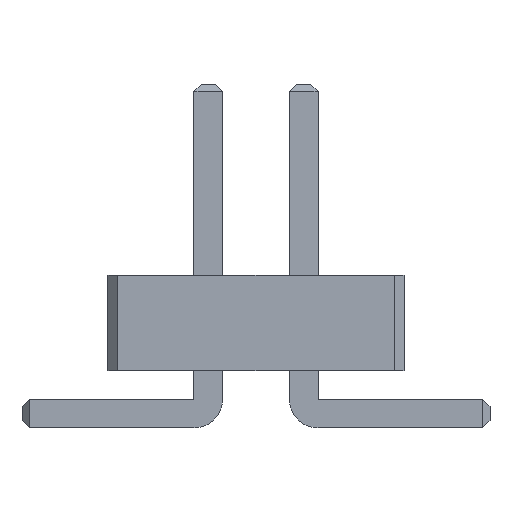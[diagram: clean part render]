
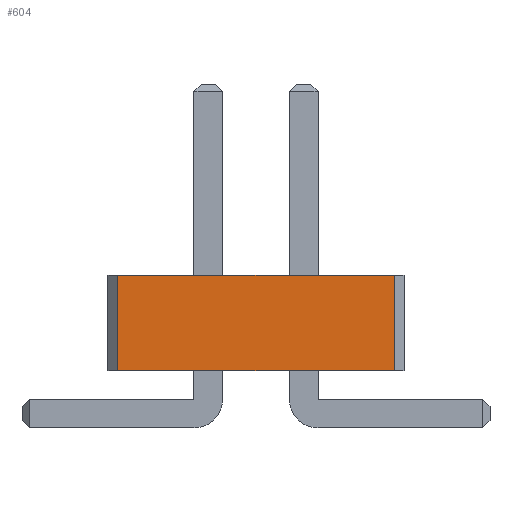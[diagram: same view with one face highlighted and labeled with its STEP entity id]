
A CAD part, front view. The second image highlights one B-rep face of the part: STEP entity #604.
In plain terms, the highlighted planar face has unit normal (0, -1, 0).
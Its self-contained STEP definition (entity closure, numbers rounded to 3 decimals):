
#13=DIRECTION('',(0.,0.,1.));
#27=VECTOR('',#13,1.);
#67=DIRECTION('',(1.,0.,0.));
#591=VERTEX_POINT('',#592);
#592=CARTESIAN_POINT('',(-1.45,-5.,1.6));
#595=EDGE_CURVE('',#596,#591,#598,.T.);
#596=VERTEX_POINT('',#597);
#597=CARTESIAN_POINT('',(-1.45,-5.,0.6));
#598=LINE('',#597,#27);
#604=ADVANCED_FACE('',(#605),#622,.F.);
#605=FACE_BOUND('',#606,.F.);
#606=EDGE_LOOP('',(#607,#608,#614,#619));
#607=ORIENTED_EDGE('',*,*,#595,.T.);
#608=ORIENTED_EDGE('',*,*,#609,.T.);
#609=EDGE_CURVE('',#591,#610,#612,.T.);
#610=VERTEX_POINT('',#611);
#611=CARTESIAN_POINT('',(1.45,-5.,1.6));
#612=LINE('',#592,#613);
#613=VECTOR('',#67,1.);
#614=ORIENTED_EDGE('',*,*,#615,.F.);
#615=EDGE_CURVE('',#616,#610,#618,.T.);
#616=VERTEX_POINT('',#617);
#617=CARTESIAN_POINT('',(1.45,-5.,0.6));
#618=LINE('',#617,#27);
#619=ORIENTED_EDGE('',*,*,#620,.F.);
#620=EDGE_CURVE('',#596,#616,#621,.T.);
#621=LINE('',#597,#613);
#622=PLANE('',#623);
#623=AXIS2_PLACEMENT_3D('',#597,#624,#67);
#624=DIRECTION('',(0.,1.,0.));
